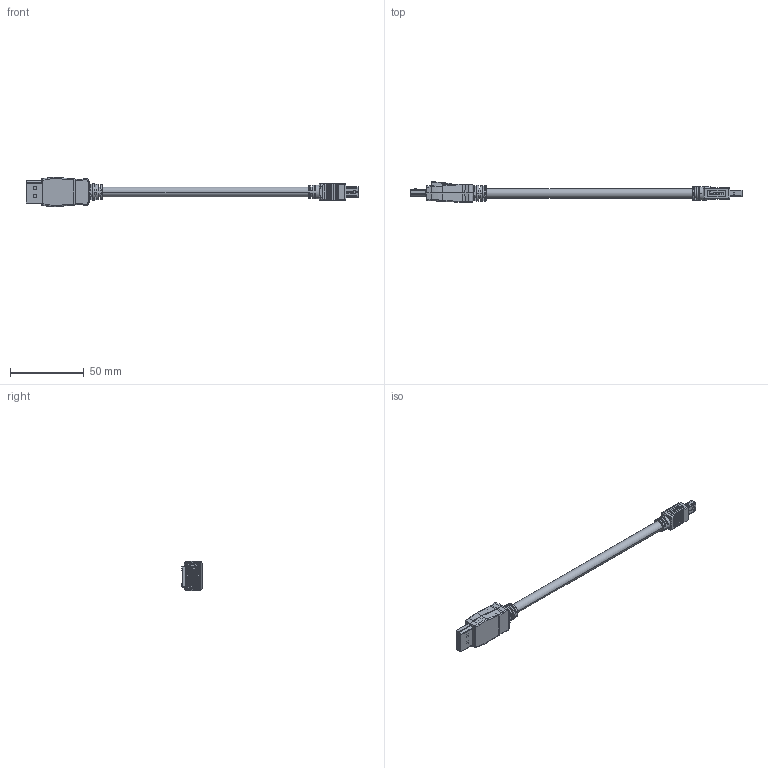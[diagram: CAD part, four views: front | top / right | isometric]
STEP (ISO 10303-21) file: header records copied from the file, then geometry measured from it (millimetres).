
FILE_DESCRIPTION (( 'STEP AP214' ), '1' );
FILE_NAME ('DPCAC2MM_3D.STEP', '2020-04-09T19:46:29', ( '' ), ( '' ), 'SwSTEP 2.0', 'SolidWorks 2018', '' );
FILE_SCHEMA (( 'AUTOMOTIVE_DESIGN' ));
Length unit declared in the file: inch
Products named in the file (26): 1AH04-009-MA1; WIRE HOLDER; MTN-878_WITHOUT CBL; COVER-DOWN; 1AH04-009-MA2; DP-HOUSING; TOP SHELL___; DPCAC2MM_3D; BOTTOM-SHELL-1_NO CRIMPING; DP-CONTACT; COVER-UP; MTN-879_without cbl; 1AH04-009-MA3; DP-COVER; RIGHT LATCH; 1AH04-005_With Strain Relief; TOP-SHELL-1; MTN-879; 1AL08-275_6" length; DP-SHELL; 1AH04-009; LEET LATCH; DP SHORT COVER CBL S.R___; BOTTOM SHELL_NO CRIMPING; BOTTOM-SHELL-2; TOP-SHELL-2
Assembly tree (44 placements, depth 4):
  DPCAC2MM_3D
    1AL08-275_6" length
    1AH04-005_With Strain Relief
      DP-HOUSING
      LEET LATCH
      DP-SHELL
      RIGHT LATCH
      DP-CONTACT  x20
      DP-COVER
      WIRE HOLDER
      TOP SHELL___
        TOP-SHELL-2
        TOP-SHELL-1
      BOTTOM SHELL_NO CRIMPING
        BOTTOM-SHELL-1_NO CRIMPING
        BOTTOM-SHELL-2
      COVER-DOWN
      COVER-UP
      DP SHORT COVER CBL S.R___
    MTN-879_without cbl
      MTN-878_WITHOUT CBL
      1AH04-009
        1AH04-009-MA1
        1AH04-009-MA2
        1AH04-009-MA3
      MTN-879
Bounding box: 224.45 x 13.78 x 19.99 mm (x, y, z)
Volume: 12197 mm3; surface area: 18666.3 mm2
Topology: 59 solids, 59 shells, 5120 faces, 14030 edges, 8891 vertices
Faces by surface type: plane 3390, cylinder 1157, bspline 509, torus 30, cone 26, sphere 8
Entity records: 154692 total; most frequent: CARTESIAN_POINT 40914, ORIENTED_EDGE 23444, DIRECTION 19993, EDGE_CURVE 11722, LINE 8655, VECTOR 8655, VERTEX_POINT 7523, AXIS2_PLACEMENT_3D 5669
